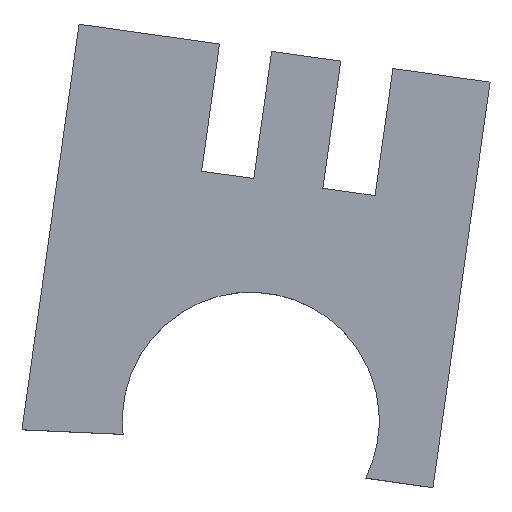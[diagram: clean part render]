
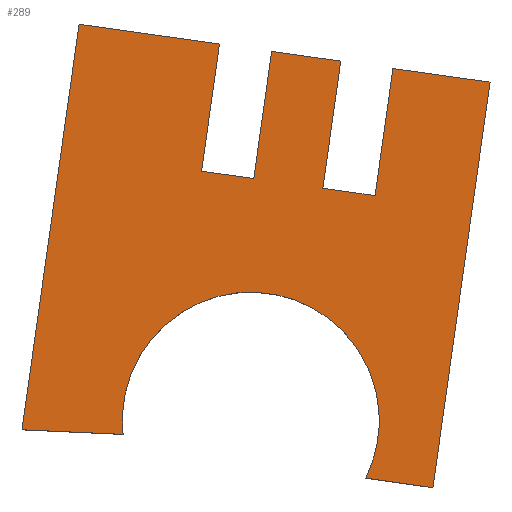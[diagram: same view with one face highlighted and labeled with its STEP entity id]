
A CAD part, top view. The second image highlights one B-rep face of the part: STEP entity #289.
In plain terms, the highlighted planar face has unit normal (0, 0, 1).
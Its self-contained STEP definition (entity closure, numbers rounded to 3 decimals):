
#6 = CARTESIAN_POINT ( 'NONE',  ( 27.176, 37.103, 6. ) ) ;
#7 = VECTOR ( 'NONE', #457, 1000. ) ;
#14 = VERTEX_POINT ( 'NONE', #387 ) ;
#19 = DIRECTION ( 'NONE',  ( -0.139, -0.99, 0. ) ) ;
#21 = ORIENTED_EDGE ( 'NONE', *, *, #149, .T. ) ;
#27 = CARTESIAN_POINT ( 'NONE',  ( -0.784, 27.435, 6. ) ) ;
#29 = CARTESIAN_POINT ( 'NONE',  ( 19.532, 24.047, 6. ) ) ;
#30 =( BOUNDED_CURVE ( )  B_SPLINE_CURVE ( 3, ( #118, #562, #39, #606 ),
 .UNSPECIFIED., .F., .T. ) 
 B_SPLINE_CURVE_WITH_KNOTS ( ( 4, 4 ),
 ( 0.828, 1. ),
 .UNSPECIFIED. ) 
 CURVE ( )  GEOMETRIC_REPRESENTATION_ITEM ( )  RATIONAL_B_SPLINE_CURVE ( ( 1., 0.885, 0.79, 0.715 ) ) 
 REPRESENTATION_ITEM ( '' )  );
#39 = CARTESIAN_POINT ( 'NONE',  ( 25.106, -5.731, 6. ) ) ;
#40 = VECTOR ( 'NONE', #414, 1000. ) ;
#43 = DIRECTION ( 'NONE',  ( -0.99, 0.139, 0. ) ) ;
#45 = EDGE_CURVE ( 'NONE', #321, #535, #471, .T. ) ;
#48 = ORIENTED_EDGE ( 'NONE', *, *, #558, .T. ) ;
#53 = CARTESIAN_POINT ( 'NONE',  ( 13.956, 38.962, 6. ) ) ;
#54 = ORIENTED_EDGE ( 'NONE', *, *, #228, .T. ) ;
#63 = VERTEX_POINT ( 'NONE', #374 ) ;
#68 = EDGE_CURVE ( 'NONE', #229, #161, #255, .T. ) ;
#69 = CARTESIAN_POINT ( 'NONE',  ( 27.175, 25.917, 6. ) ) ;
#75 = CARTESIAN_POINT ( 'NONE',  ( 8.262, 39.763, 6. ) ) ;
#82 = LINE ( 'NONE', #216, #40 ) ;
#86 = VECTOR ( 'NONE', #111, 1000. ) ;
#89 = VECTOR ( 'NONE', #19, 1000. ) ;
#91 = LINE ( 'NONE', #53, #256 ) ;
#93 = CARTESIAN_POINT ( 'NONE',  ( -2.342, -1.258, 6. ) ) ;
#96 = DIRECTION ( 'NONE',  ( -0.139, -0.99, 0. ) ) ;
#102 = CARTESIAN_POINT ( 'NONE',  ( 8.262, 39.763, 6. ) ) ;
#103 = ORIENTED_EDGE ( 'NONE', *, *, #455, .T. ) ;
#109 = CARTESIAN_POINT ( 'NONE',  ( -13.254, -2.28, 6. ) ) ;
#111 = DIRECTION ( 'NONE',  ( -0.99, 0.139, 0. ) ) ;
#114 = CARTESIAN_POINT ( 'NONE',  ( 31.536, -8.581, 6. ) ) ;
#115 = VECTOR ( 'NONE', #537, 1000. ) ;
#118 = CARTESIAN_POINT ( 'NONE',  ( 25.657, -2.042, 6. ) ) ;
#128 = CARTESIAN_POINT ( 'NONE',  ( 25.269, -4.637, 6. ) ) ;
#129 = EDGE_CURVE ( 'NONE', #207, #577, #500, .T. ) ;
#140 = VERTEX_POINT ( 'NONE', #349 ) ;
#146 = CARTESIAN_POINT ( 'NONE',  ( 13.956, 38.962, 6. ) ) ;
#149 = EDGE_CURVE ( 'NONE', #577, #229, #246, .T. ) ;
#152 = DIRECTION ( 'NONE',  ( 0.999, -0.045, 0. ) ) ;
#160 = DIRECTION ( 'NONE',  ( 0.139, 0.99, 0. ) ) ;
#161 = VERTEX_POINT ( 'NONE', #538 ) ;
#163 = VECTOR ( 'NONE', #152, 1000. ) ;
#171 = CARTESIAN_POINT ( 'NONE',  ( 25.657, -2.042, 6. ) ) ;
#175 = DIRECTION ( 'NONE',  ( -1., 0., 0. ) ) ;
#180 = VECTOR ( 'NONE', #43, 1000. ) ;
#182 = ORIENTED_EDGE ( 'NONE', *, *, #68, .T. ) ;
#184 = ORIENTED_EDGE ( 'NONE', *, *, #478, .T. ) ;
#191 = EDGE_CURVE ( 'NONE', #140, #553, #608, .T. ) ;
#195 = CARTESIAN_POINT ( 'NONE',  ( -2.325, -2.012, 6. ) ) ;
#207 = VERTEX_POINT ( 'NONE', #469 ) ;
#213 = ORIENTED_EDGE ( 'NONE', *, *, #309, .T. ) ;
#216 = CARTESIAN_POINT ( 'NONE',  ( 27.176, 37.103, 6. ) ) ;
#228 = EDGE_CURVE ( 'NONE', #535, #438, #82, .T. ) ;
#229 = VERTEX_POINT ( 'NONE', #75 ) ;
#231 = CARTESIAN_POINT ( 'NONE',  ( -2.302, -0.524, 6. ) ) ;
#235 = VERTEX_POINT ( 'NONE', #114 ) ;
#240 = LINE ( 'NONE', #576, #115 ) ;
#244 = VERTEX_POINT ( 'NONE', #365 ) ;
#246 = LINE ( 'NONE', #452, #344 ) ;
#249 = EDGE_CURVE ( 'NONE', #235, #321, #563, .T. ) ;
#251 = LINE ( 'NONE', #353, #254 ) ;
#253 = VECTOR ( 'NONE', #515, 1000. ) ;
#254 = VECTOR ( 'NONE', #258, 1000. ) ;
#255 = LINE ( 'NONE', #102, #304 ) ;
#256 = VECTOR ( 'NONE', #96, 1000. ) ;
#258 = DIRECTION ( 'NONE',  ( 0.99, -0.139, 0. ) ) ;
#264 = ORIENTED_EDGE ( 'NONE', *, *, #506, .T. ) ;
#289 = ADVANCED_FACE ( 'NONE', ( #323 ), #568, .F. ) ;
#299 = VERTEX_POINT ( 'NONE', #426 ) ;
#302 = CARTESIAN_POINT ( 'NONE',  ( 21.482, 37.904, 6. ) ) ;
#304 = VECTOR ( 'NONE', #400, 1000. ) ;
#309 = EDGE_CURVE ( 'NONE', #338, #14, #30, .T. ) ;
#321 = VERTEX_POINT ( 'NONE', #363 ) ;
#323 = FACE_OUTER_BOUND ( 'NONE', #589, .T. ) ;
#326 = ORIENTED_EDGE ( 'NONE', *, *, #129, .T. ) ;
#331 = CARTESIAN_POINT ( 'NONE',  ( 37.754, 35.615, 6. ) ) ;
#338 = VERTEX_POINT ( 'NONE', #171 ) ;
#344 = VECTOR ( 'NONE', #403, 1000. ) ;
#346 = LINE ( 'NONE', #393, #89 ) ;
#349 = CARTESIAN_POINT ( 'NONE',  ( 19.532, 24.047, 6. ) ) ;
#353 = CARTESIAN_POINT ( 'NONE',  ( 24.197, -7.548, 6. ) ) ;
#361 = ORIENTED_EDGE ( 'NONE', *, *, #583, .T. ) ;
#363 = CARTESIAN_POINT ( 'NONE',  ( 37.754, 35.615, 6. ) ) ;
#365 = CARTESIAN_POINT ( 'NONE',  ( -2.242, -2.781, 6. ) ) ;
#374 = CARTESIAN_POINT ( 'NONE',  ( -2.302, -0.524, 6. ) ) ;
#387 = CARTESIAN_POINT ( 'NONE',  ( 24.197, -7.548, 6. ) ) ;
#393 = CARTESIAN_POINT ( 'NONE',  ( -7.037, 41.916, 6. ) ) ;
#400 = DIRECTION ( 'NONE',  ( -0.99, 0.139, 0. ) ) ;
#403 = DIRECTION ( 'NONE',  ( 0.139, 0.99, 0. ) ) ;
#407 = ORIENTED_EDGE ( 'NONE', *, *, #191, .T. ) ;
#409 = VECTOR ( 'NONE', #160, 1000. ) ;
#411 = ORIENTED_EDGE ( 'NONE', *, *, #604, .T. ) ;
#414 = DIRECTION ( 'NONE',  ( -0.139, -0.99, 0. ) ) ;
#426 = CARTESIAN_POINT ( 'NONE',  ( -13.254, -2.28, 6. ) ) ;
#432 =( BOUNDED_CURVE ( )  B_SPLINE_CURVE ( 3, ( #543, #27, #69, #497 ),
 .UNSPECIFIED., .F., .T. ) 
 B_SPLINE_CURVE_WITH_KNOTS ( ( 4, 4 ),
 ( 0., 1. ),
 .UNSPECIFIED. ) 
 CURVE ( )  GEOMETRIC_REPRESENTATION_ITEM ( )  RATIONAL_B_SPLINE_CURVE ( ( 1., 0.333, 0.333, 1. ) ) 
 REPRESENTATION_ITEM ( '' )  );
#438 = VERTEX_POINT ( 'NONE', #475 ) ;
#446 = CARTESIAN_POINT ( 'NONE',  ( 25.226, 23.246, 6. ) ) ;
#452 = CARTESIAN_POINT ( 'NONE',  ( 6.313, 25.907, 6. ) ) ;
#455 = EDGE_CURVE ( 'NONE', #244, #63, #472, .T. ) ;
#457 = DIRECTION ( 'NONE',  ( -0.99, 0.139, 0. ) ) ;
#469 = CARTESIAN_POINT ( 'NONE',  ( 12.006, 25.106, 6. ) ) ;
#471 = LINE ( 'NONE', #331, #180 ) ;
#472 =( BOUNDED_CURVE ( )  B_SPLINE_CURVE ( 3, ( #533, #195, #93, #231 ),
 .UNSPECIFIED., .F., .T. ) 
 B_SPLINE_CURVE_WITH_KNOTS ( ( 4, 4 ),
 ( 0., 0.075 ),
 .UNSPECIFIED. ) 
 CURVE ( )  GEOMETRIC_REPRESENTATION_ITEM ( )  RATIONAL_B_SPLINE_CURVE ( ( 0.862, 0.904, 0.95, 1. ) ) 
 REPRESENTATION_ITEM ( '' )  );
#475 = CARTESIAN_POINT ( 'NONE',  ( 25.226, 23.246, 6. ) ) ;
#478 = EDGE_CURVE ( 'NONE', #481, #207, #91, .T. ) ;
#481 = VERTEX_POINT ( 'NONE', #146 ) ;
#484 = ORIENTED_EDGE ( 'NONE', *, *, #554, .T. ) ;
#493 = LINE ( 'NONE', #109, #163 ) ;
#497 = CARTESIAN_POINT ( 'NONE',  ( 25.657, -2.042, 6. ) ) ;
#500 = LINE ( 'NONE', #593, #86 ) ;
#506 = EDGE_CURVE ( 'NONE', #553, #481, #240, .T. ) ;
#515 = DIRECTION ( 'NONE',  ( 0.139, 0.99, 0. ) ) ;
#519 = ORIENTED_EDGE ( 'NONE', *, *, #566, .T. ) ;
#533 = CARTESIAN_POINT ( 'NONE',  ( -2.242, -2.781, 6. ) ) ;
#535 = VERTEX_POINT ( 'NONE', #6 ) ;
#537 = DIRECTION ( 'NONE',  ( -0.99, 0.139, 0. ) ) ;
#538 = CARTESIAN_POINT ( 'NONE',  ( -7.037, 41.916, 6. ) ) ;
#543 = CARTESIAN_POINT ( 'NONE',  ( -2.302, -0.524, 6. ) ) ;
#547 = CARTESIAN_POINT ( 'NONE',  ( 6.313, 25.907, 6. ) ) ;
#553 = VERTEX_POINT ( 'NONE', #302 ) ;
#554 = EDGE_CURVE ( 'NONE', #161, #299, #346, .T. ) ;
#558 = EDGE_CURVE ( 'NONE', #299, #244, #493, .T. ) ;
#562 = CARTESIAN_POINT ( 'NONE',  ( 25.558, -3.853, 6. ) ) ;
#563 = LINE ( 'NONE', #567, #409 ) ;
#566 = EDGE_CURVE ( 'NONE', #14, #235, #251, .T. ) ;
#567 = CARTESIAN_POINT ( 'NONE',  ( 31.536, -8.581, 6. ) ) ;
#568 = PLANE ( 'NONE',  #596 ) ;
#576 = CARTESIAN_POINT ( 'NONE',  ( 21.482, 37.904, 6. ) ) ;
#577 = VERTEX_POINT ( 'NONE', #547 ) ;
#580 = ORIENTED_EDGE ( 'NONE', *, *, #45, .T. ) ;
#583 = EDGE_CURVE ( 'NONE', #63, #338, #432, .T. ) ;
#589 = EDGE_LOOP ( 'NONE', ( #213, #519, #598, #580, #54, #411, #407, #264, #184, #326, #21, #182, #484, #48, #103, #361 ) ) ;
#593 = CARTESIAN_POINT ( 'NONE',  ( 12.006, 25.106, 6. ) ) ;
#596 = AXIS2_PLACEMENT_3D ( 'NONE', #128, #615, #175 ) ;
#598 = ORIENTED_EDGE ( 'NONE', *, *, #249, .T. ) ;
#599 = LINE ( 'NONE', #446, #7 ) ;
#604 = EDGE_CURVE ( 'NONE', #438, #140, #599, .T. ) ;
#606 = CARTESIAN_POINT ( 'NONE',  ( 24.197, -7.548, 6. ) ) ;
#608 = LINE ( 'NONE', #29, #253 ) ;
#615 = DIRECTION ( 'NONE',  ( 0., 0., -1. ) ) ;
